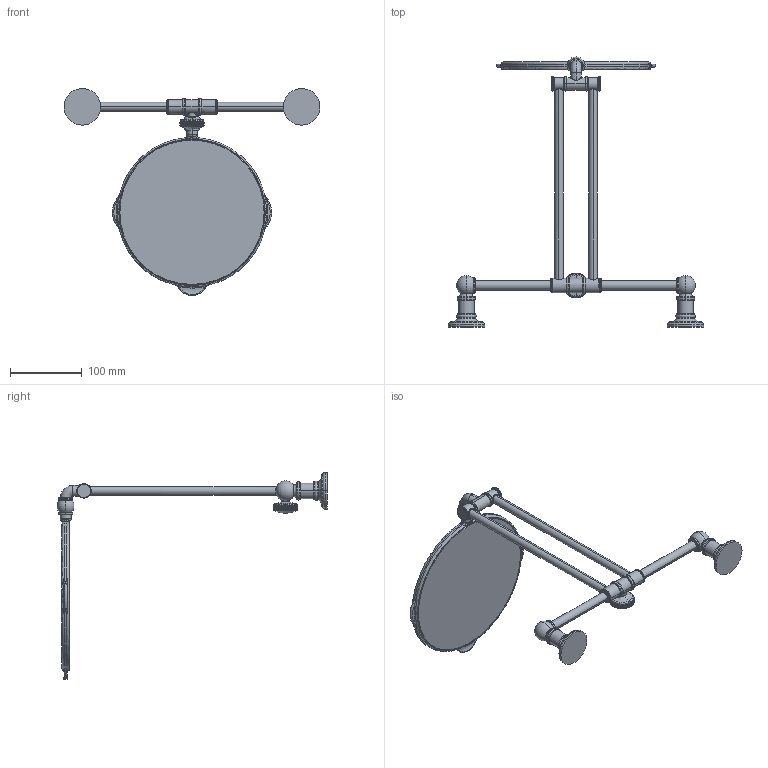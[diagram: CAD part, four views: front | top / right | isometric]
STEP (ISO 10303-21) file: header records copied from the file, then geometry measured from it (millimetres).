
FILE_DESCRIPTION((''),'2;1');
FILE_NAME('4544','2021-06-22T11:35:43',('jinson.thomas'),(''),'CREO PARAMETRIC BY PTC INC, 2018400','CREO PARAMETRIC BY PTC INC, 2018400','');
FILE_SCHEMA(('CONFIG_CONTROL_DESIGN'));
Products named in the file (1): 4544
Bounding box: 355.6 x 375.19 x 287.43 mm (x, y, z)
Volume: 531565.7 mm3; surface area: 209612.4 mm2
Topology: 2 solids, 2 shells, 1797 faces, 4579 edges, 2810 vertices
Faces by surface type: bspline 557, plane 451, torus 430, cylinder 333, sphere 16, cone 10
Entity records: 96075 total; most frequent: CARTESIAN_POINT 59756, ORIENTED_EDGE 9134, DIRECTION 5426, EDGE_CURVE 4567, VERTEX_POINT 2810, B_SPLINE_CURVE_WITH_KNOTS 2769, AXIS2_PLACEMENT_3D 2388, EDGE_LOOP 1835
